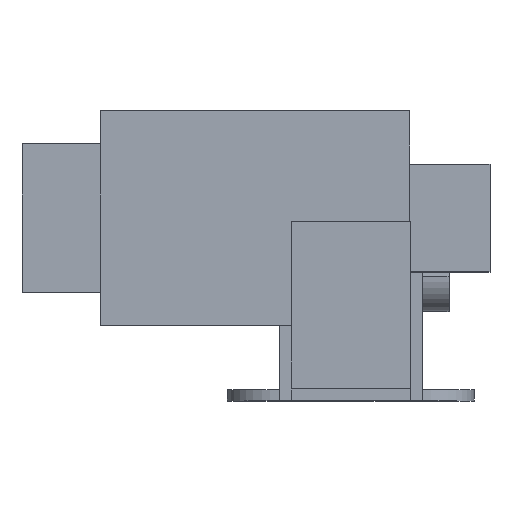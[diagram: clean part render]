
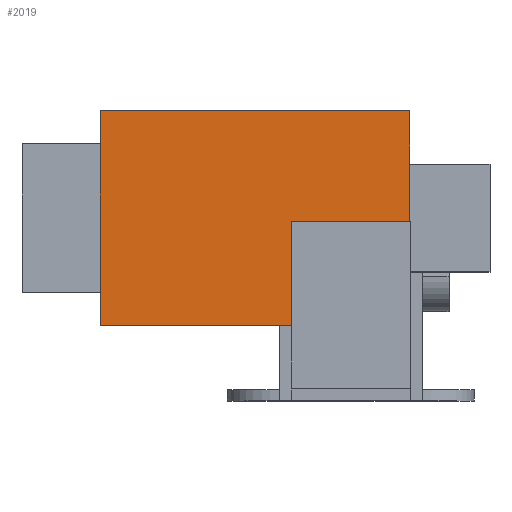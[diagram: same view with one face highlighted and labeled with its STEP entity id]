
A CAD part, top view. The second image highlights one B-rep face of the part: STEP entity #2019.
In plain terms, the highlighted planar face has unit normal (0, 0, 1).
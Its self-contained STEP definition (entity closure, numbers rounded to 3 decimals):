
#1748=CARTESIAN_POINT('POINT113',(15.748,14.478,115.189))
   ;
#1749=VERTEX_POINT('VERTEX113',#1748);
#1756=CARTESIAN_POINT('POINT114',(-15.875,14.478,115.189)
   );
#1757=VERTEX_POINT('VERTEX114',#1756);
#1758=CARTESIAN_POINT('POS183',(-20.701,14.478,115.189));
#1759=DIRECTION('DIR263',(1.,0.,0.));
#1760=VECTOR('VEC103',#1759,25.4);
#1761=LINE('STRAIGHT103',#1758,#1760);
#1762=EDGE_CURVE('EDGE170',#1757,#1749,#1761,.T.);
#1781=CARTESIAN_POINT('POINT115',(-15.875,-13.208,115.189
   ));
#1782=VERTEX_POINT('VERTEX115',#1781);
#1783=CARTESIAN_POINT('POS186',(-15.875,-8.192,115.189))
   ;
#1784=DIRECTION('DIR267',(0.,1.,0.));
#1785=VECTOR('VEC105',#1784,25.4);
#1786=LINE('STRAIGHT105',#1783,#1785);
#1787=EDGE_CURVE('EDGE172',#1782,#1757,#1786,.T.);
#1807=CARTESIAN_POINT('POS189',(-25.527,-13.208,115.189))
   ;
#1808=DIRECTION('DIR271',(1.,0.,0.));
#1809=VECTOR('VEC107',#1808,25.4);
#1810=LINE('STRAIGHT107',#1807,#1809);
#1813=CARTESIAN_POINT('POS190',(15.748,15.367,115.189));
#1814=DIRECTION('DIR272',(0.,1.,0.));
#1815=VECTOR('VEC108',#1814,25.4);
#1816=LINE('STRAIGHT108',#1813,#1815);
#1922=CARTESIAN_POINT('POINT122',(15.748,43.942,115.189))
   ;
#1923=VERTEX_POINT('VERTEX122',#1922);
#1930=EDGE_CURVE('EDGE186',#1749,#1923,#1816,.T.);
#1991=ORIENTED_EDGE('COEDGE370',*,*,#1787,.T.);
#1992=ORIENTED_EDGE('COEDGE371',*,*,#1762,.T.);
#1993=ORIENTED_EDGE('COEDGE372',*,*,#1930,.T.);
#1994=CARTESIAN_POINT('POINT126',(-66.802,43.942,115.189)
   );
#1995=VERTEX_POINT('VERTEX126',#1994);
#1996=CARTESIAN_POINT('POS208',(-25.527,43.942,115.189));
#1997=DIRECTION('DIR296',(-1.,0.,0.));
#1998=VECTOR('VEC120',#1997,25.4);
#1999=LINE('STRAIGHT120',#1996,#1998);
#2000=EDGE_CURVE('EDGE192',#1923,#1995,#1999,.T.);
#2001=ORIENTED_EDGE('COEDGE373',*,*,#2000,.T.);
#2002=CARTESIAN_POINT('POINT127',(-66.802,-13.208,115.189
   ));
#2003=VERTEX_POINT('VERTEX127',#2002);
#2004=CARTESIAN_POINT('POS209',(-66.802,15.367,115.189));
#2005=DIRECTION('DIR297',(0.,-1.,0.));
#2006=VECTOR('VEC121',#2005,25.4);
#2007=LINE('STRAIGHT121',#2004,#2006);
#2008=EDGE_CURVE('EDGE193',#1995,#2003,#2007,.T.);
#2009=ORIENTED_EDGE('COEDGE374',*,*,#2008,.T.);
#2010=EDGE_CURVE('EDGE194',#2003,#1782,#1810,.T.);
#2011=ORIENTED_EDGE('COEDGE375',*,*,#2010,.T.);
#2012=EDGE_LOOP('NONE',(#1991,#1992,#1993,#2001,#2009,#2011));
#2013=FACE_BOUND('LOOP1',#2012,.T.);
#2014=CARTESIAN_POINT('POS210',(-25.527,15.367,115.189));
#2015=DIRECTION('DIR298',(0.,0.,1.));
#2016=DIRECTION('DIR299',(1.,0.,0.));
#2017=AXIS2_PLACEMENT_3D('AXIS89',#2014,#2015,#2016);
#2018=PLANE('PLANE39',#2017);
#2019=ADVANCED_FACE('FACE77',(#2013),#2018,.T.);
